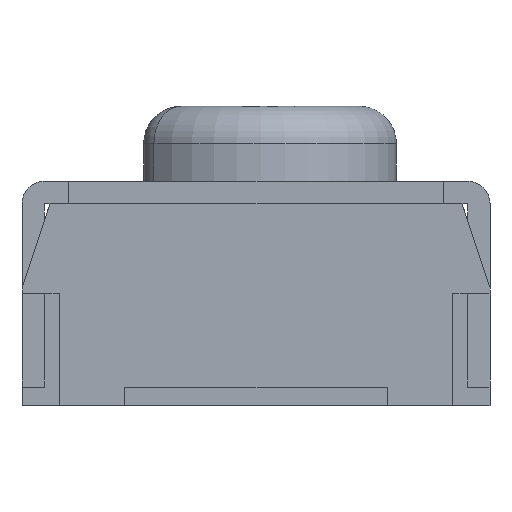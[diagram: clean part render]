
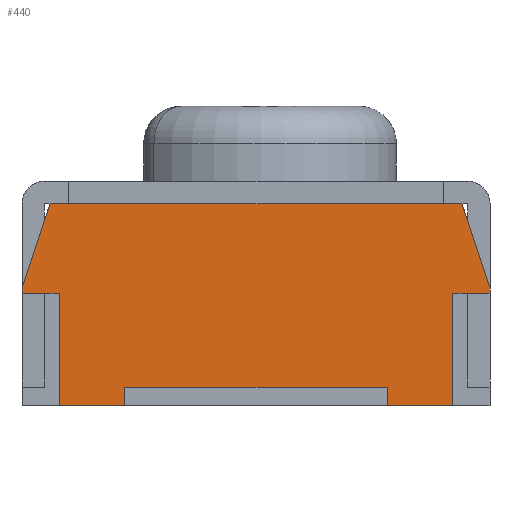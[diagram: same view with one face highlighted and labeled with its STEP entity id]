
A CAD part, left-side view. The second image highlights one B-rep face of the part: STEP entity #440.
In plain terms, the highlighted planar face has unit normal (-1, 0, 0).
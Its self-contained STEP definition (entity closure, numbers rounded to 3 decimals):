
#13=DIRECTION('',(0.,0.,1.));
#22=VERTEX_POINT('',#23);
#23=CARTESIAN_POINT('',(-1.5,-1.05,0.));
#28=DIRECTION('',(1.,0.,0.));
#30=EDGE_CURVE('',#22,#31,#33,.T.);
#31=VERTEX_POINT('',#32);
#32=CARTESIAN_POINT('',(-1.5,-1.05,0.6));
#33=LINE('',#23,#34);
#34=VECTOR('',#13,1.);
#47=VECTOR('',#48,1.);
#48=DIRECTION('',(0.,0.,-1.));
#97=VERTEX_POINT('',#98);
#98=CARTESIAN_POINT('',(-1.5,-0.7,0.));
#106=EDGE_CURVE('',#97,#22,#107,.T.);
#107=LINE('',#108,#109);
#108=CARTESIAN_POINT('',(-1.5,1.05,0.));
#109=VECTOR('',#110,1.);
#110=DIRECTION('',(0.,-1.,0.));
#176=VERTEX_POINT('',#108);
#178=EDGE_CURVE('',#176,#179,#107,.T.);
#179=VERTEX_POINT('',#180);
#180=CARTESIAN_POINT('',(-1.5,0.7,0.));
#219=VECTOR('',#220,1.);
#220=DIRECTION('',(0.,-1.,0.));
#280=VECTOR('',#281,1.);
#281=DIRECTION('',(0.,0.316,0.949));
#288=VECTOR('',#289,1.);
#289=DIRECTION('',(0.,-1.,0.));
#303=VECTOR('',#304,1.);
#304=DIRECTION('',(0.,-0.316,0.949));
#316=VECTOR('',#317,1.);
#317=DIRECTION('',(0.,1.,0.));
#430=ORIENTED_EDGE('',*,*,#431,.F.);
#431=EDGE_CURVE('',#31,#432,#434,.T.);
#432=VERTEX_POINT('',#433);
#433=CARTESIAN_POINT('',(-1.5,-1.13,0.6));
#434=LINE('',#32,#219);
#440=ADVANCED_FACE('',(#441),#510,.F.);
#441=FACE_BOUND('',#442,.F.);
#442=EDGE_LOOP('',(#443,#444,#449,#454,#458,#463,#468,#473,#478,#482,#487,#492,#430,#494,#495,#496,#501,#507));
#443=ORIENTED_EDGE('',*,*,#178,.F.);
#444=ORIENTED_EDGE('',*,*,#445,.T.);
#445=EDGE_CURVE('',#176,#446,#448,.T.);
#446=VERTEX_POINT('',#447);
#447=CARTESIAN_POINT('',(-1.5,1.05,0.6));
#448=LINE('',#108,#34);
#449=ORIENTED_EDGE('',*,*,#450,.T.);
#450=EDGE_CURVE('',#446,#451,#453,.T.);
#451=VERTEX_POINT('',#452);
#452=CARTESIAN_POINT('',(-1.5,1.13,0.6));
#453=LINE('',#447,#316);
#454=ORIENTED_EDGE('',*,*,#455,.T.);
#455=EDGE_CURVE('',#451,#456,#453,.T.);
#456=VERTEX_POINT('',#457);
#457=CARTESIAN_POINT('',(-1.5,1.25,0.6));
#458=ORIENTED_EDGE('',*,*,#459,.T.);
#459=EDGE_CURVE('',#456,#460,#462,.T.);
#460=VERTEX_POINT('',#461);
#461=CARTESIAN_POINT('',(-1.5,1.25,0.63));
#462=LINE('',#457,#34);
#463=ORIENTED_EDGE('',*,*,#464,.T.);
#464=EDGE_CURVE('',#460,#465,#467,.T.);
#465=VERTEX_POINT('',#466);
#466=CARTESIAN_POINT('',(-1.5,1.1,1.08));
#467=LINE('',#461,#303);
#468=ORIENTED_EDGE('',*,*,#469,.T.);
#469=EDGE_CURVE('',#465,#470,#472,.T.);
#470=VERTEX_POINT('',#471);
#471=CARTESIAN_POINT('',(-1.5,1.,1.08));
#472=LINE('',#466,#288);
#473=ORIENTED_EDGE('',*,*,#474,.T.);
#474=EDGE_CURVE('',#470,#475,#477,.T.);
#475=VERTEX_POINT('',#476);
#476=CARTESIAN_POINT('',(-1.5,-1.,1.08));
#477=LINE('',#471,#109);
#478=ORIENTED_EDGE('',*,*,#479,.T.);
#479=EDGE_CURVE('',#475,#480,#472,.T.);
#480=VERTEX_POINT('',#481);
#481=CARTESIAN_POINT('',(-1.5,-1.1,1.08));
#482=ORIENTED_EDGE('',*,*,#483,.F.);
#483=EDGE_CURVE('',#484,#480,#486,.T.);
#484=VERTEX_POINT('',#485);
#485=CARTESIAN_POINT('',(-1.5,-1.25,0.63));
#486=LINE('',#485,#280);
#487=ORIENTED_EDGE('',*,*,#488,.F.);
#488=EDGE_CURVE('',#489,#484,#491,.T.);
#489=VERTEX_POINT('',#490);
#490=CARTESIAN_POINT('',(-1.5,-1.25,0.6));
#491=LINE('',#490,#34);
#492=ORIENTED_EDGE('',*,*,#493,.F.);
#493=EDGE_CURVE('',#432,#489,#434,.T.);
#494=ORIENTED_EDGE('',*,*,#30,.F.);
#495=ORIENTED_EDGE('',*,*,#106,.F.);
#496=ORIENTED_EDGE('',*,*,#497,.T.);
#497=EDGE_CURVE('',#97,#498,#500,.T.);
#498=VERTEX_POINT('',#499);
#499=CARTESIAN_POINT('',(-1.5,-0.7,0.1));
#500=LINE('',#98,#34);
#501=ORIENTED_EDGE('',*,*,#502,.F.);
#502=EDGE_CURVE('',#503,#498,#505,.T.);
#503=VERTEX_POINT('',#504);
#504=CARTESIAN_POINT('',(-1.5,0.7,0.1));
#505=LINE('',#506,#109);
#506=CARTESIAN_POINT('',(-1.5,0.525,0.1));
#507=ORIENTED_EDGE('',*,*,#508,.T.);
#508=EDGE_CURVE('',#503,#179,#509,.T.);
#509=LINE('',#180,#47);
#510=PLANE('',#511);
#511=AXIS2_PLACEMENT_3D('',#108,#28,#110);
